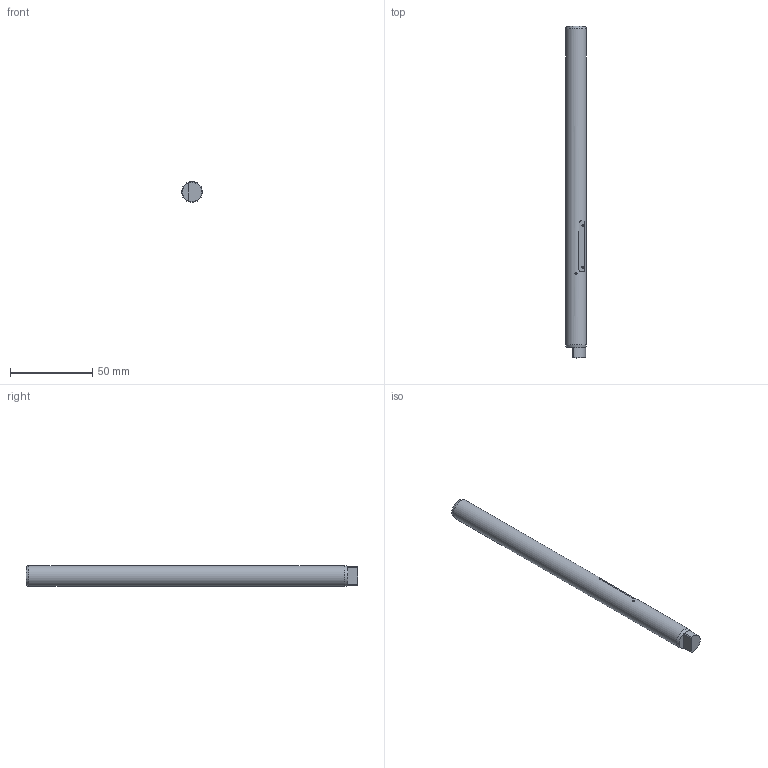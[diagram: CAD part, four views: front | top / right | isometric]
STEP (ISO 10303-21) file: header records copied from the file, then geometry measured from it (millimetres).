
FILE_DESCRIPTION(/* description */ (''),/* implementation_level */ '2;1');
FILE_NAME(/* name */ 'Ti Samples Rod.step',/* time_stamp */ '2018-08-20T07:29:28-04:00',/* author */ (''),/* organization */ (''),/* preprocessor_version */ 'ST-DEVELOPER v17',/* originating_system */ 'Autodesk Translation Framework v7.1.0.215',/* authorisation */ '');
FILE_SCHEMA (('AUTOMOTIVE_DESIGN { 1 0 10303 214 3 1 1 }'));
Length unit declared in the file: inch
Products named in the file (1): FusionComponent
Bounding box: 12.7 x 201.93 x 12.7 mm (x, y, z)
Volume: 25031.9 mm3; surface area: 8332.4 mm2
Topology: 1 solids, 1 shells, 22 faces, 47 edges, 31 vertices
Faces by surface type: plane 11, cylinder 9, cone 2
Full cylindrical faces by diameter (mm): 1.245 x3, 12.7 x1
Entity records: 684 total; most frequent: CARTESIAN_POINT 153, DIRECTION 111, ORIENTED_EDGE 94, EDGE_CURVE 47, AXIS2_PLACEMENT_3D 45, VERTEX_POINT 31, EDGE_LOOP 26, FACE_OUTER_BOUND 22
